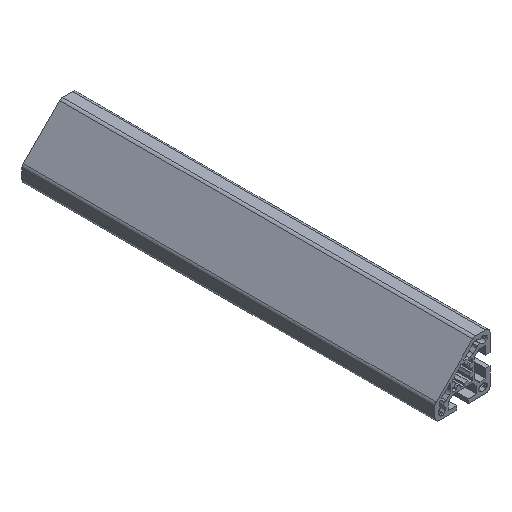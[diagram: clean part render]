
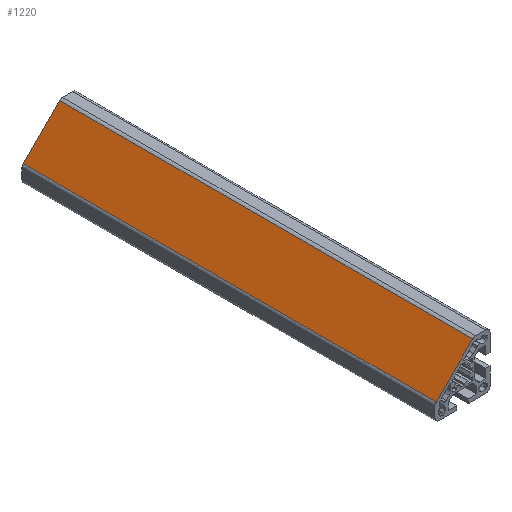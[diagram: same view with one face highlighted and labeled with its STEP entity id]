
A CAD part, isometric view. The second image highlights one B-rep face of the part: STEP entity #1220.
In plain terms, the highlighted face is planar.
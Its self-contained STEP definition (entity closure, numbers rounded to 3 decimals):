
#2 = ORIENTED_EDGE ( 'NONE', *, *, #1359, .F. ) ;
#22 = ORIENTED_EDGE ( 'NONE', *, *, #1363, .F. ) ;
#29 = ORIENTED_EDGE ( 'NONE', *, *, #1362, .T. ) ;
#195 = EDGE_LOOP ( 'NONE', ( #22, #2, #29, #681 ) ) ;
#349 = VERTEX_POINT ( 'NONE', #4545 ) ;
#363 = VERTEX_POINT ( 'NONE', #4553 ) ;
#368 = VERTEX_POINT ( 'NONE', #4566 ) ;
#386 = VERTEX_POINT ( 'NONE', #4579 ) ;
#681 = ORIENTED_EDGE ( 'NONE', *, *, #1392, .T. ) ;
#1220 = ADVANCED_FACE ( 'PLANAR_12', ( #2701 ), #2689, .T. ) ;
#1359 = EDGE_CURVE ( 'NONE', #386, #363, #3700, .T. ) ;
#1362 = EDGE_CURVE ( 'NONE', #386, #368, #3696, .T. ) ;
#1363 = EDGE_CURVE ( 'NONE', #363, #349, #3687, .T. ) ;
#1392 = EDGE_CURVE ( 'NONE', #368, #349, #2145, .T. ) ;
#2131 = CARTESIAN_POINT ( 'NONE',  ( -7.406, 19.121, -300. ) ) ;
#2145 = LINE ( 'NONE', #2131, #4136 ) ;
#2152 = DIRECTION ( 'NONE',  ( 0., 0., 1. ) ) ;
#2681 = DIRECTION ( 'NONE',  ( 0.707, 0.707, 0. ) ) ;
#2689 = PLANE ( 'NONE',  #3917 ) ;
#2695 = DIRECTION ( 'NONE',  ( -0.707, 0.707, 0. ) ) ;
#2701 = FACE_OUTER_BOUND ( 'NONE', #195, .T. ) ;
#2703 = CARTESIAN_POINT ( 'NONE',  ( 19.121, -7.406, -300. ) ) ;
#3687 = LINE ( 'NONE', #3690, #4075 ) ;
#3690 = CARTESIAN_POINT ( 'NONE',  ( 19.121, -7.406, 0. ) ) ;
#3695 = CARTESIAN_POINT ( 'NONE',  ( 19.121, -7.406, -300. ) ) ;
#3696 = LINE ( 'NONE', #3712, #4113 ) ;
#3700 = LINE ( 'NONE', #3695, #4077 ) ;
#3706 = DIRECTION ( 'NONE',  ( 0., 0., 1. ) ) ;
#3709 = DIRECTION ( 'NONE',  ( -0.707, 0.707, 0. ) ) ;
#3711 = DIRECTION ( 'NONE',  ( -0.707, 0.707, 0. ) ) ;
#3712 = CARTESIAN_POINT ( 'NONE',  ( 19.121, -7.406, -300. ) ) ;
#3917 = AXIS2_PLACEMENT_3D ( 'NONE', #2703, #2681, #2695 ) ;
#4075 = VECTOR ( 'NONE', #3711, 1000. ) ;
#4077 = VECTOR ( 'NONE', #3706, 1000. ) ;
#4113 = VECTOR ( 'NONE', #3709, 1000. ) ;
#4136 = VECTOR ( 'NONE', #2152, 1000. ) ;
#4545 = CARTESIAN_POINT ( 'NONE',  ( -7.406, 19.121, 0. ) ) ;
#4553 = CARTESIAN_POINT ( 'NONE',  ( 19.121, -7.406, 0. ) ) ;
#4566 = CARTESIAN_POINT ( 'NONE',  ( -7.406, 19.121, -300. ) ) ;
#4579 = CARTESIAN_POINT ( 'NONE',  ( 19.121, -7.406, -300. ) ) ;
